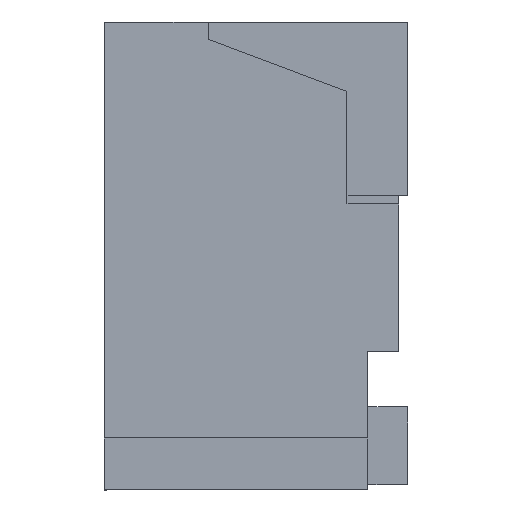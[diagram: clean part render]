
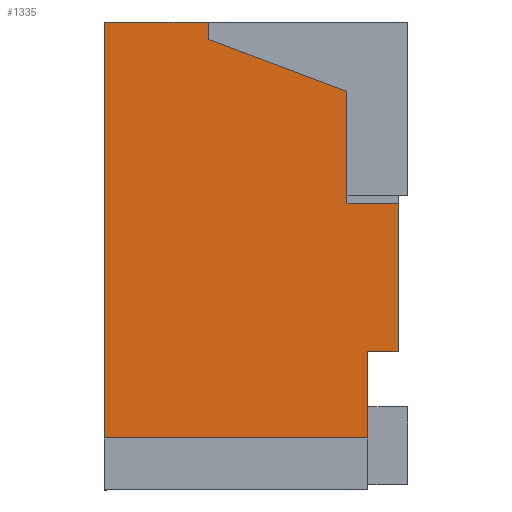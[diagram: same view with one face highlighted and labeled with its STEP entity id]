
A CAD part, left-side view. The second image highlights one B-rep face of the part: STEP entity #1335.
In plain terms, the highlighted planar face has unit normal (-1, 0, 0).
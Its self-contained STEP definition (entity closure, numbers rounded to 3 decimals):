
#814 = VERTEX_POINT ( 'NONE', #1698 ) ;
#815 = EDGE_CURVE ( 'NONE', #814, #895, #1697, .T. ) ;
#844 = ORIENTED_EDGE ( 'NONE', *, *, #845, .F. ) ;
#845 = EDGE_CURVE ( 'NONE', #1001, #1337, #1830, .T. ) ;
#846 = ORIENTED_EDGE ( 'NONE', *, *, #1000, .F. ) ;
#847 = ORIENTED_EDGE ( 'NONE', *, *, #870, .F. ) ;
#858 = EDGE_CURVE ( 'NONE', #862, #1145, #1861, .T. ) ;
#860 = EDGE_LOOP ( 'NONE', ( #861, #1294, #1291, #1290, #1341, #1340, #844, #846, #847, #1338 ) ) ;
#861 = ORIENTED_EDGE ( 'NONE', *, *, #858, .F. ) ;
#862 = VERTEX_POINT ( 'NONE', #1857 ) ;
#864 = EDGE_CURVE ( 'NONE', #1337, #814, #1854, .T. ) ;
#870 = EDGE_CURVE ( 'NONE', #1148, #998, #1888, .T. ) ;
#895 = VERTEX_POINT ( 'NONE', #1762 ) ;
#902 = VERTEX_POINT ( 'NONE', #1914 ) ;
#908 = EDGE_CURVE ( 'NONE', #895, #902, #1900, .T. ) ;
#990 = EDGE_CURVE ( 'NONE', #902, #991, #2071, .T. ) ;
#991 = VERTEX_POINT ( 'NONE', #2163 ) ;
#998 = VERTEX_POINT ( 'NONE', #2152 ) ;
#1000 = EDGE_CURVE ( 'NONE', #998, #1001, #2151, .T. ) ;
#1001 = VERTEX_POINT ( 'NONE', #2147 ) ;
#1145 = VERTEX_POINT ( 'NONE', #2464 ) ;
#1147 = EDGE_CURVE ( 'NONE', #1145, #1148, #2463, .T. ) ;
#1148 = VERTEX_POINT ( 'NONE', #2459 ) ;
#1290 = ORIENTED_EDGE ( 'NONE', *, *, #908, .F. ) ;
#1291 = ORIENTED_EDGE ( 'NONE', *, *, #990, .F. ) ;
#1292 = EDGE_CURVE ( 'NONE', #991, #862, #2803, .T. ) ;
#1294 = ORIENTED_EDGE ( 'NONE', *, *, #1292, .F. ) ;
#1335 = ADVANCED_FACE ( 'NONE', ( #2998 ), #2983, .T. ) ;
#1337 = VERTEX_POINT ( 'NONE', #3114 ) ;
#1338 = ORIENTED_EDGE ( 'NONE', *, *, #1147, .F. ) ;
#1340 = ORIENTED_EDGE ( 'NONE', *, *, #864, .F. ) ;
#1341 = ORIENTED_EDGE ( 'NONE', *, *, #815, .F. ) ;
#1694 = DIRECTION ( 'NONE',  ( 0., -1., 0. ) ) ;
#1695 = VECTOR ( 'NONE', #1694, 1000. ) ;
#1696 = CARTESIAN_POINT ( 'NONE',  ( -5.3, 1.7, 5.2 ) ) ;
#1697 = LINE ( 'NONE', #1696, #1695 ) ;
#1698 = CARTESIAN_POINT ( 'NONE',  ( -5.3, 1.7, 5.2 ) ) ;
#1762 = CARTESIAN_POINT ( 'NONE',  ( -5.3, 1.1, 5.2 ) ) ;
#1827 = DIRECTION ( 'NONE',  ( 0., 1., 0. ) ) ;
#1828 = VECTOR ( 'NONE', #1827, 1000. ) ;
#1829 = CARTESIAN_POINT ( 'NONE',  ( -5.3, 1.7, 2.8 ) ) ;
#1830 = LINE ( 'NONE', #1829, #1828 ) ;
#1851 = DIRECTION ( 'NONE',  ( 0., 0., 1. ) ) ;
#1852 = VECTOR ( 'NONE', #1851, 1000. ) ;
#1853 = CARTESIAN_POINT ( 'NONE',  ( -5.3, 1.7, 2.5 ) ) ;
#1854 = LINE ( 'NONE', #1853, #1852 ) ;
#1857 = CARTESIAN_POINT ( 'NONE',  ( -5.3, 0.3, 4.15 ) ) ;
#1858 = DIRECTION ( 'NONE',  ( 0., -1., 0. ) ) ;
#1859 = VECTOR ( 'NONE', #1858, 1000. ) ;
#1860 = CARTESIAN_POINT ( 'NONE',  ( -5.3, 0.3, 4.15 ) ) ;
#1861 = LINE ( 'NONE', #1860, #1859 ) ;
#1885 = DIRECTION ( 'NONE',  ( 0., 1., 0. ) ) ;
#1886 = VECTOR ( 'NONE', #1885, 1000. ) ;
#1887 = CARTESIAN_POINT ( 'NONE',  ( -5.3, 0., 3.3 ) ) ;
#1888 = LINE ( 'NONE', #1887, #1886 ) ;
#1897 = DIRECTION ( 'NONE',  ( 0., 0., -1. ) ) ;
#1898 = VECTOR ( 'NONE', #1897, 1000. ) ;
#1899 = CARTESIAN_POINT ( 'NONE',  ( -5.3, 1.1, 5.2 ) ) ;
#1900 = LINE ( 'NONE', #1899, #1898 ) ;
#1914 = CARTESIAN_POINT ( 'NONE',  ( -5.3, 1.1, 5.1 ) ) ;
#2068 = DIRECTION ( 'NONE',  ( 0., -0.936, -0.351 ) ) ;
#2069 = VECTOR ( 'NONE', #2068, 1000. ) ;
#2070 = CARTESIAN_POINT ( 'NONE',  ( -5.3, 1.1, 5.1 ) ) ;
#2071 = LINE ( 'NONE', #2070, #2069 ) ;
#2147 = CARTESIAN_POINT ( 'NONE',  ( -5.3, 0.18, 2.8 ) ) ;
#2148 = DIRECTION ( 'NONE',  ( 0., 0., -1. ) ) ;
#2149 = VECTOR ( 'NONE', #2148, 1000. ) ;
#2150 = CARTESIAN_POINT ( 'NONE',  ( -5.3, 0.18, 3.3 ) ) ;
#2151 = LINE ( 'NONE', #2150, #2149 ) ;
#2152 = CARTESIAN_POINT ( 'NONE',  ( -5.3, 0.18, 3.3 ) ) ;
#2163 = CARTESIAN_POINT ( 'NONE',  ( -5.3, 0.3, 4.8 ) ) ;
#2459 = CARTESIAN_POINT ( 'NONE',  ( -5.3, 0., 3.3 ) ) ;
#2460 = DIRECTION ( 'NONE',  ( 0., 0., -1. ) ) ;
#2461 = VECTOR ( 'NONE', #2460, 1000. ) ;
#2462 = CARTESIAN_POINT ( 'NONE',  ( -5.3, 0., 5.2 ) ) ;
#2463 = LINE ( 'NONE', #2462, #2461 ) ;
#2464 = CARTESIAN_POINT ( 'NONE',  ( -5.3, 0., 4.15 ) ) ;
#2800 = DIRECTION ( 'NONE',  ( 0., 0., -1. ) ) ;
#2801 = VECTOR ( 'NONE', #2800, 1000. ) ;
#2802 = CARTESIAN_POINT ( 'NONE',  ( -5.3, 0.3, 4.8 ) ) ;
#2803 = LINE ( 'NONE', #2802, #2801 ) ;
#2979 = DIRECTION ( 'NONE',  ( 0., -1., 0. ) ) ;
#2980 = DIRECTION ( 'NONE',  ( -1., 0., 0. ) ) ;
#2981 = CARTESIAN_POINT ( 'NONE',  ( -5.3, 1.7, 5.2 ) ) ;
#2982 = AXIS2_PLACEMENT_3D ( 'NONE', #2981, #2980, #2979 ) ;
#2983 = PLANE ( 'NONE',  #2982 ) ;
#2998 = FACE_OUTER_BOUND ( 'NONE', #860, .T. ) ;
#3114 = CARTESIAN_POINT ( 'NONE',  ( -5.3, 1.7, 2.8 ) ) ;
